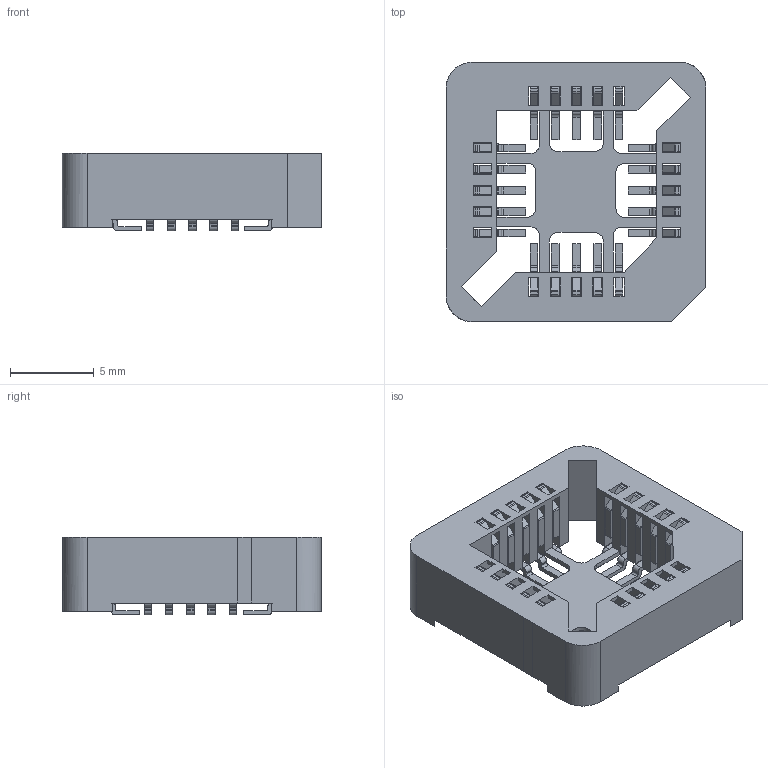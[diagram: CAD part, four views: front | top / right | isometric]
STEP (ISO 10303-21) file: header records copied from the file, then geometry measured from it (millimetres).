
FILE_DESCRIPTION(/* description */ (''),/* implementation_level */ '2;1');
FILE_NAME(/* name */ '8428-21b1-01',/* time_stamp */ '2006-03-07T14:17:27-06:00',/* author */ (''),/* organization */ (''),/* preprocessor_version */ 'ST-DEVELOPER v9',/* originating_system */ 'UGS - NX 3.0',/* authorisation */ '');
FILE_SCHEMA (('CONFIG_CONTROL_DESIGN'));
Length unit declared in the file: inch
Products named in the file (1): a0p74ACArhl6
Bounding box: 15.49 x 15.47 x 4.65 mm (x, y, z)
Volume: 516 mm3; surface area: 1232.5 mm2
Topology: 1 solids, 1 shells, 666 faces, 2077 edges, 1384 vertices
Faces by surface type: plane 471, cylinder 195
Entity records: 24862 total; most frequent: CARTESIAN_POINT 10359, ORIENTED_EDGE 4154, EDGE_CURVE 2077, B_SPLINE_CURVE_WITH_KNOTS 2077, VERTEX_POINT 1384, DIRECTION 1334, EDGE_LOOP 693, AXIS2_PLACEMENT_3D 667
